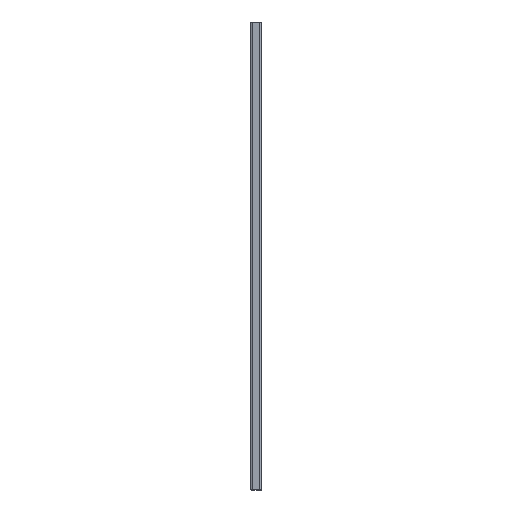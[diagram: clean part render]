
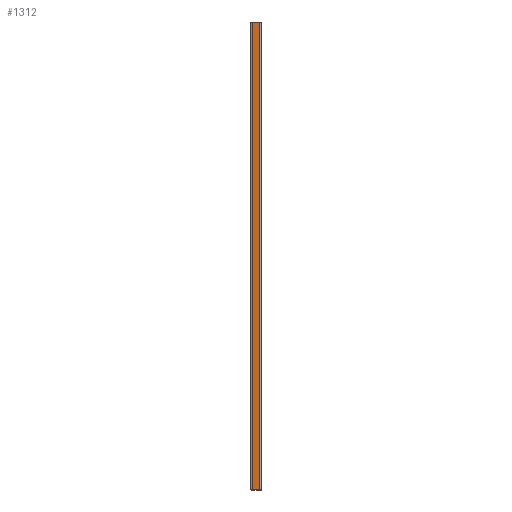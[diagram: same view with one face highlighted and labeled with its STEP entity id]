
A CAD part, left-side view. The second image highlights one B-rep face of the part: STEP entity #1312.
In plain terms, the highlighted planar face has unit normal (-1, 0, 0).
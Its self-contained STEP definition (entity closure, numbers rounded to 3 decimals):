
#53 = LINE ( 'NONE', #34761, #3182 ) ;
#674 = VECTOR ( 'NONE', #21620, 1000. ) ;
#1312 = ADVANCED_FACE ( 'NONE', ( #3371 ), #24362, .F. ) ;
#3097 = EDGE_CURVE ( 'NONE', #48423, #24016, #53, .T. ) ;
#3182 = VECTOR ( 'NONE', #7243, 1000. ) ;
#3371 = FACE_OUTER_BOUND ( 'NONE', #18376, .T. ) ;
#4479 = DIRECTION ( 'NONE',  ( 0., 0., 1. ) ) ;
#5048 = EDGE_CURVE ( 'NONE', #44797, #24016, #23988, .T. ) ;
#5809 = CARTESIAN_POINT ( 'NONE',  ( -20.5, 3., -900. ) ) ;
#7243 = DIRECTION ( 'NONE',  ( 0., 1., 0. ) ) ;
#10988 = CARTESIAN_POINT ( 'NONE',  ( -20.5, 0., -900. ) ) ;
#11124 = EDGE_CURVE ( 'NONE', #19633, #44797, #20868, .T. ) ;
#12099 = DIRECTION ( 'NONE',  ( 1., 0., 0. ) ) ;
#15838 = EDGE_CURVE ( 'NONE', #19633, #48423, #31927, .T. ) ;
#18210 = CARTESIAN_POINT ( 'NONE',  ( -20.5, 3., -450. ) ) ;
#18376 = EDGE_LOOP ( 'NONE', ( #43433, #29702, #48111, #19389 ) ) ;
#18873 = DIRECTION ( 'NONE',  ( 0., 1., 0. ) ) ;
#19389 = ORIENTED_EDGE ( 'NONE', *, *, #15838, .T. ) ;
#19633 = VERTEX_POINT ( 'NONE', #5809 ) ;
#20464 = AXIS2_PLACEMENT_3D ( 'NONE', #35466, #12099, #24194 ) ;
#20868 = LINE ( 'NONE', #10988, #39145 ) ;
#21620 = DIRECTION ( 'NONE',  ( 0., 0., 1. ) ) ;
#23988 = LINE ( 'NONE', #24509, #48419 ) ;
#24016 = VERTEX_POINT ( 'NONE', #48574 ) ;
#24194 = DIRECTION ( 'NONE',  ( 0., 0., -1. ) ) ;
#24362 = PLANE ( 'NONE',  #20464 ) ;
#24509 = CARTESIAN_POINT ( 'NONE',  ( -20.5, 18., -450. ) ) ;
#29675 = CARTESIAN_POINT ( 'NONE',  ( -20.5, 18., -900. ) ) ;
#29702 = ORIENTED_EDGE ( 'NONE', *, *, #5048, .F. ) ;
#31927 = LINE ( 'NONE', #18210, #674 ) ;
#34761 = CARTESIAN_POINT ( 'NONE',  ( -20.5, 0., 0. ) ) ;
#35466 = CARTESIAN_POINT ( 'NONE',  ( -20.5, 0., -450. ) ) ;
#39145 = VECTOR ( 'NONE', #18873, 1000. ) ;
#43433 = ORIENTED_EDGE ( 'NONE', *, *, #3097, .T. ) ;
#44797 = VERTEX_POINT ( 'NONE', #29675 ) ;
#48111 = ORIENTED_EDGE ( 'NONE', *, *, #11124, .F. ) ;
#48419 = VECTOR ( 'NONE', #4479, 1000. ) ;
#48423 = VERTEX_POINT ( 'NONE', #50479 ) ;
#48574 = CARTESIAN_POINT ( 'NONE',  ( -20.5, 18., 0. ) ) ;
#50479 = CARTESIAN_POINT ( 'NONE',  ( -20.5, 3., 0. ) ) ;
